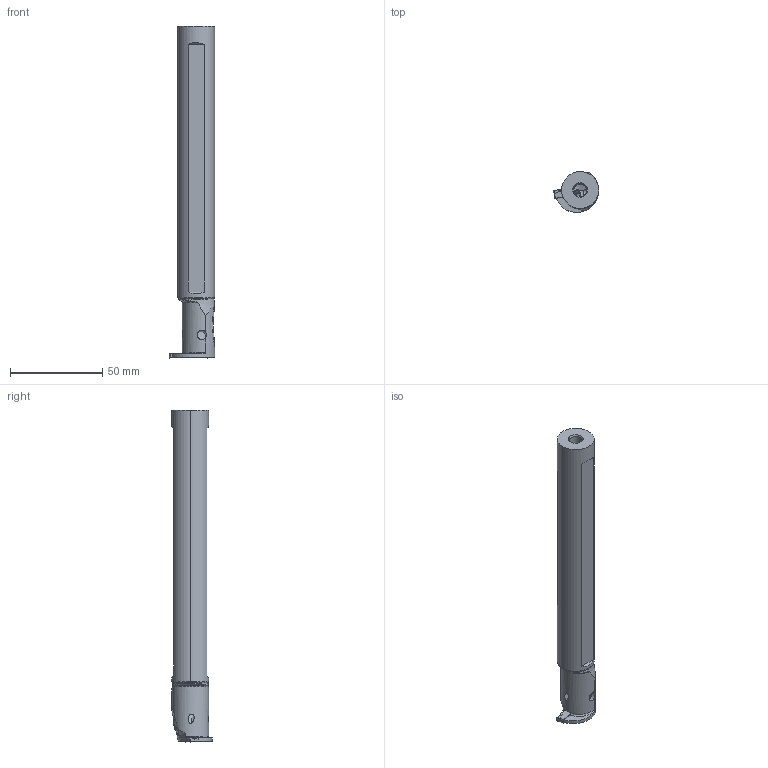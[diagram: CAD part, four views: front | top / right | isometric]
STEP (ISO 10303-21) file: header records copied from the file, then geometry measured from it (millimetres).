
FILE_DESCRIPTION(/* description */ (''),/* implementation_level */ '2;1');
FILE_NAME(/* name */ 'GYAR20Q90A-E06_CW2_50_MR0_2.stp',/* time_stamp */ '2023-02-27T12:26:57+09:00',/* author */ (''),/* organization */ (''),/* preprocessor_version */ 'ST-DEVELOPER v16',/* originating_system */ 'SIEMENS PLM Software NX 10.0',/* authorisation */ '');
FILE_SCHEMA (('AUTOMOTIVE_DESIGN { 1 0 10303 214 3 1 1 1 }'));
Length unit declared in the file: millimetre
Products named in the file (1): GYAR20Q90A-E06_CW2_50_MR0_2_ASM
Bounding box: 24.5 x 21.88 x 180 mm (x, y, z)
Volume: 46650.7 mm3; surface area: 16160.2 mm2
Topology: 2 solids, 2 shells, 132 faces, 417 edges, 315 vertices
Faces by surface type: plane 48, cylinder 47, cone 15, bspline 7, torus 7, extrusion 6, sphere 2
Entity records: 6019 total; most frequent: CARTESIAN_POINT 2349, ORIENTED_EDGE 770, DIRECTION 672, EDGE_CURVE 385, VERTEX_POINT 258, AXIS2_PLACEMENT_3D 248, VECTOR 176, LINE 170
